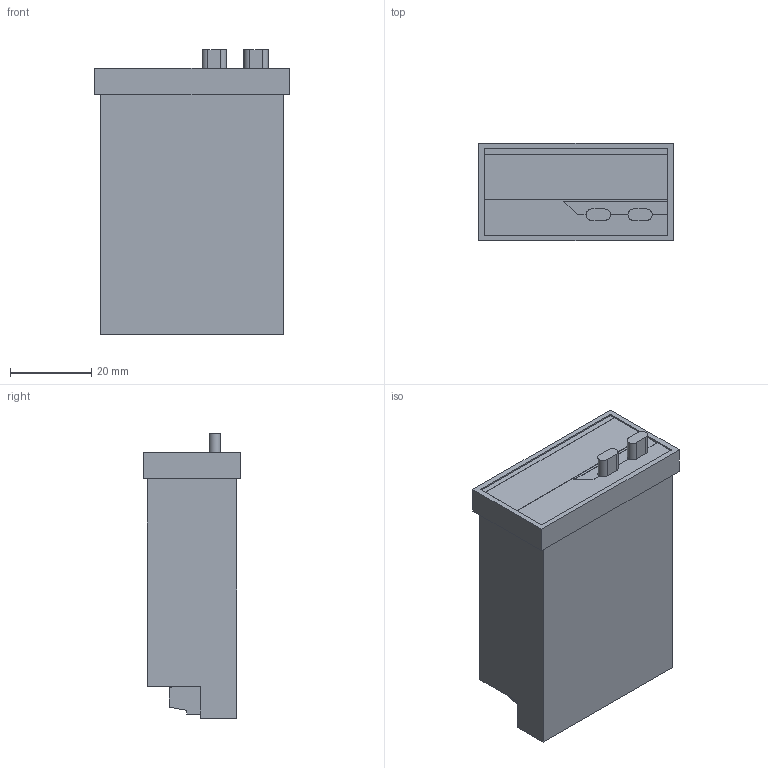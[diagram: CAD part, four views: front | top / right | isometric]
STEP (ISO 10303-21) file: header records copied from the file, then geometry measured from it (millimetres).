
FILE_DESCRIPTION(('Creo Elements/Direct Modeling STEP Export'),'2;1');
FILE_NAME('model.stp','2020-06-03T11:29:02',(''),(''),'Creo Elements/Direct Modeling STEP processor for AP214 (Solid Model)','Creo Elements/Direct Modeling 20.1A 29-Sep-2018 (C) Parametric Technology GmbH','');
FILE_SCHEMA(('AUTOMOTIVE_DESIGN { 1 0 10303 214 1 1 1 1 }'));
Length unit declared in the file: millimetre
Products named in the file (2): MCR-SL-D-FIT_SPA_U-I-select
Assembly tree (1 placements, depth 2):
  MCR-SL-D-FIT_SPA_U-I-select
    MCR-SL-D-FIT_SPA_U-I-select
Bounding box: 48 x 24 x 70.1 mm (x, y, z)
Volume: 62014.1 mm3; surface area: 12670.4 mm2
Topology: 1 solids, 1 shells, 260 faces, 708 edges, 473 vertices
Faces by surface type: plane 238, cylinder 22
Entity records: 9661 total; most frequent: ORIENTED_EDGE 1416, CARTESIAN_POINT 1394, DIRECTION 1215, EDGE_CURVE 708, VECTOR 627, LINE 627, VERTEX_POINT 473, AXIS2_PLACEMENT_3D 294
